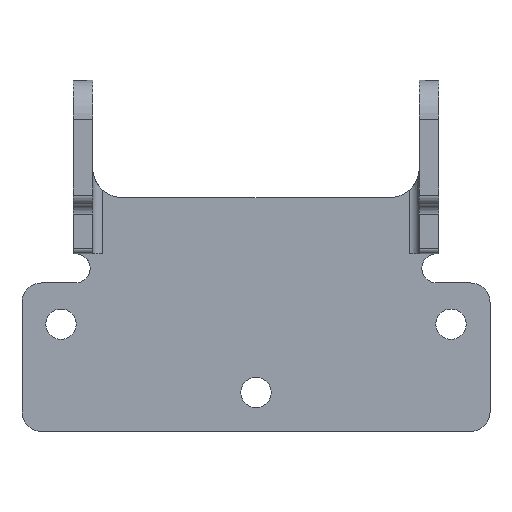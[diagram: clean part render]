
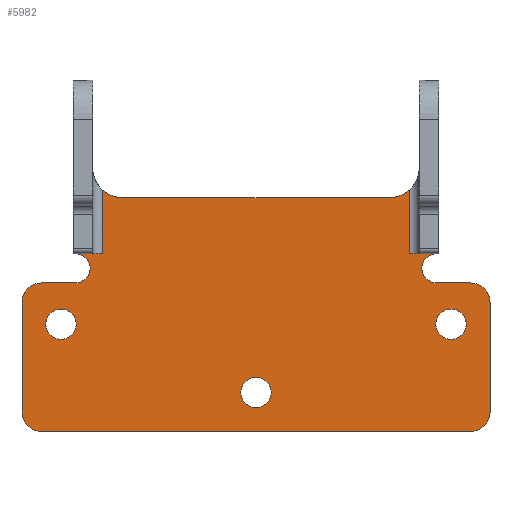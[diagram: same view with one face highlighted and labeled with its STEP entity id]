
A CAD part, top view. The second image highlights one B-rep face of the part: STEP entity #5982.
In plain terms, the highlighted planar face has unit normal (0, 0, 1).
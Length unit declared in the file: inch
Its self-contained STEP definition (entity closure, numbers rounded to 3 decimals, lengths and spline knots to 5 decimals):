
#4787=CARTESIAN_POINT('',(2.313,1.78,0.25));
#4788=VERTEX_POINT('',#4787);
#4795=CARTESIAN_POINT('',(2.313,1.405,0.25));
#4796=VERTEX_POINT('',#4795);
#4797=CARTESIAN_POINT('',(2.313,1.5925,0.25));
#4798=DIRECTION('',(0.0,0.0,1.0));
#4799=DIRECTION('',(0.0,1.0,0.0));
#4800=AXIS2_PLACEMENT_3D('',#4797,#4798,#4799);
#4801=CIRCLE('',#4800,0.1875);
#4802=EDGE_CURVE('',#4788,#4796,#4801,.T.);
#4844=CARTESIAN_POINT('',(1.9685,1.78,0.25));
#4845=VERTEX_POINT('',#4844);
#4853=CARTESIAN_POINT('',(2.313,1.78,0.25));
#4854=DIRECTION('',(-1.0,0.0,0.0));
#4855=VECTOR('',#4854,0.3445);
#4856=LINE('',#4853,#4855);
#4857=EDGE_CURVE('',#4788,#4845,#4856,.T.);
#4996=CARTESIAN_POINT('',(-2.313,1.78,0.25));
#4997=VERTEX_POINT('',#4996);
#5004=CARTESIAN_POINT('',(-1.9685,1.78,0.25));
#5005=VERTEX_POINT('',#5004);
#5006=CARTESIAN_POINT('',(-1.9685,1.78,0.25));
#5007=DIRECTION('',(-1.0,0.0,0.0));
#5008=VECTOR('',#5007,0.3445);
#5009=LINE('',#5006,#5008);
#5010=EDGE_CURVE('',#5005,#4997,#5009,.T.);
#5053=CARTESIAN_POINT('',(-2.313,1.405,0.25));
#5054=VERTEX_POINT('',#5053);
#5061=CARTESIAN_POINT('',(-2.313,1.5925,0.25));
#5062=DIRECTION('',(0.0,0.0,1.0));
#5063=DIRECTION('',(0.0,-1.0,0.0));
#5064=AXIS2_PLACEMENT_3D('',#5061,#5062,#5063);
#5065=CIRCLE('',#5064,0.1875);
#5066=EDGE_CURVE('',#5054,#4997,#5065,.T.);
#5101=CARTESIAN_POINT('',(1.9685,2.59549,0.25));
#5102=VERTEX_POINT('',#5101);
#5114=CARTESIAN_POINT('',(1.9685,2.59549,0.25));
#5115=DIRECTION('',(0.0,-1.0,0.0));
#5116=VECTOR('',#5115,0.81549);
#5117=LINE('',#5114,#5116);
#5118=EDGE_CURVE('',#5102,#4845,#5117,.T.);
#5206=CARTESIAN_POINT('',(-1.9685,2.59549,0.25));
#5207=VERTEX_POINT('',#5206);
#5228=CARTESIAN_POINT('',(-1.9685,1.78,0.25));
#5229=DIRECTION('',(0.0,1.0,0.0));
#5230=VECTOR('',#5229,0.81549);
#5231=LINE('',#5228,#5230);
#5232=EDGE_CURVE('',#5005,#5207,#5231,.T.);
#5611=CARTESIAN_POINT('',(2.75,1.405,0.25));
#5612=VERTEX_POINT('',#5611);
#5613=CARTESIAN_POINT('',(3.0,1.155,0.25));
#5614=VERTEX_POINT('',#5613);
#5615=CARTESIAN_POINT('',(2.75,1.155,0.25));
#5616=DIRECTION('',(0.0,0.0,-1.0));
#5617=DIRECTION('',(0.707,0.707,0.0));
#5618=AXIS2_PLACEMENT_3D('',#5615,#5616,#5617);
#5619=CIRCLE('',#5618,0.25);
#5620=EDGE_CURVE('',#5612,#5614,#5619,.T.);
#5646=CARTESIAN_POINT('',(2.313,1.405,0.25));
#5647=DIRECTION('',(1.0,0.0,0.0));
#5648=VECTOR('',#5647,0.437);
#5649=LINE('',#5646,#5648);
#5650=EDGE_CURVE('',#4796,#5612,#5649,.T.);
#5660=CARTESIAN_POINT('',(3.0,-0.25,0.25));
#5661=VERTEX_POINT('',#5660);
#5662=CARTESIAN_POINT('',(2.75,-0.5,0.25));
#5663=VERTEX_POINT('',#5662);
#5664=CARTESIAN_POINT('',(2.75,-0.25,0.25));
#5665=DIRECTION('',(0.0,0.0,-1.0));
#5666=DIRECTION('',(0.707,-0.707,0.0));
#5667=AXIS2_PLACEMENT_3D('',#5664,#5665,#5666);
#5668=CIRCLE('',#5667,0.25);
#5669=EDGE_CURVE('',#5661,#5663,#5668,.T.);
#5693=CARTESIAN_POINT('',(-2.75,-0.5,0.25));
#5694=VERTEX_POINT('',#5693);
#5695=CARTESIAN_POINT('',(2.75,-0.5,0.25));
#5696=DIRECTION('',(-1.0,0.0,0.0));
#5697=VECTOR('',#5696,5.5);
#5698=LINE('',#5695,#5697);
#5699=EDGE_CURVE('',#5663,#5694,#5698,.T.);
#5716=CARTESIAN_POINT('',(-3.0,-0.25,0.25));
#5717=VERTEX_POINT('',#5716);
#5718=CARTESIAN_POINT('',(-2.75,-0.25,0.25));
#5719=DIRECTION('',(0.0,0.0,-1.0));
#5720=DIRECTION('',(-0.707,-0.707,0.0));
#5721=AXIS2_PLACEMENT_3D('',#5718,#5719,#5720);
#5722=CIRCLE('',#5721,0.25);
#5723=EDGE_CURVE('',#5694,#5717,#5722,.T.);
#5741=CARTESIAN_POINT('',(-3.0,1.155,0.25));
#5742=VERTEX_POINT('',#5741);
#5743=CARTESIAN_POINT('',(-2.75,1.405,0.25));
#5744=VERTEX_POINT('',#5743);
#5745=CARTESIAN_POINT('',(-2.75,1.155,0.25));
#5746=DIRECTION('',(0.0,0.0,-1.0));
#5747=DIRECTION('',(-0.707,0.707,0.0));
#5748=AXIS2_PLACEMENT_3D('',#5745,#5746,#5747);
#5749=CIRCLE('',#5748,0.25);
#5750=EDGE_CURVE('',#5742,#5744,#5749,.T.);
#5774=CARTESIAN_POINT('',(-2.75,1.405,0.25));
#5775=DIRECTION('',(1.0,0.0,0.0));
#5776=VECTOR('',#5775,0.437);
#5777=LINE('',#5774,#5776);
#5778=EDGE_CURVE('',#5744,#5054,#5777,.T.);
#5790=CARTESIAN_POINT('',(2.695,0.875,0.25));
#5791=VERTEX_POINT('',#5790);
#5792=CARTESIAN_POINT('',(2.5,0.875,0.25));
#5793=DIRECTION('',(0.0,0.0,-1.0));
#5794=DIRECTION('',(-1.0,0.0,0.0));
#5795=AXIS2_PLACEMENT_3D('',#5792,#5793,#5794);
#5796=CIRCLE('',#5795,0.195);
#5797=EDGE_CURVE('',#5791,#5791,#5796,.T.);
#5810=CARTESIAN_POINT('',(-2.305,0.875,0.25));
#5811=VERTEX_POINT('',#5810);
#5812=CARTESIAN_POINT('',(-2.5,0.875,0.25));
#5813=DIRECTION('',(0.0,0.0,-1.0));
#5814=DIRECTION('',(-1.0,0.0,0.0));
#5815=AXIS2_PLACEMENT_3D('',#5812,#5813,#5814);
#5816=CIRCLE('',#5815,0.195);
#5817=EDGE_CURVE('',#5811,#5811,#5816,.T.);
#5830=CARTESIAN_POINT('',(0.195,0.,0.25));
#5831=VERTEX_POINT('',#5830);
#5832=CARTESIAN_POINT('',(0.0,0.0,0.25));
#5833=DIRECTION('',(0.0,0.0,-1.0));
#5834=DIRECTION('',(-1.0,0.0,0.0));
#5835=AXIS2_PLACEMENT_3D('',#5832,#5833,#5834);
#5836=CIRCLE('',#5835,0.195);
#5837=EDGE_CURVE('',#5831,#5831,#5836,.T.);
#5851=CARTESIAN_POINT('',(-3.0,-0.25,0.25));
#5852=DIRECTION('',(0.0,1.0,0.0));
#5853=VECTOR('',#5852,1.405);
#5854=LINE('',#5851,#5853);
#5855=EDGE_CURVE('',#5717,#5742,#5854,.T.);
#5867=CARTESIAN_POINT('',(-1.7185,2.5,0.25));
#5868=VERTEX_POINT('',#5867);
#5869=CARTESIAN_POINT('',(-1.7185,2.875,0.25));
#5870=DIRECTION('',(0.0,0.0,1.0));
#5871=DIRECTION('',(-1.0,0.0,0.0));
#5872=AXIS2_PLACEMENT_3D('',#5869,#5870,#5871);
#5873=CIRCLE('',#5872,0.375);
#5874=EDGE_CURVE('',#5207,#5868,#5873,.T.);
#5893=CARTESIAN_POINT('',(1.7185,2.5,0.25));
#5894=VERTEX_POINT('',#5893);
#5895=CARTESIAN_POINT('',(-1.7185,2.5,0.25));
#5896=DIRECTION('',(1.0,0.0,0.0));
#5897=VECTOR('',#5896,3.437);
#5898=LINE('',#5895,#5897);
#5899=EDGE_CURVE('',#5868,#5894,#5898,.T.);
#5917=CARTESIAN_POINT('',(1.7185,2.875,0.25));
#5918=DIRECTION('',(0.0,0.0,1.0));
#5919=DIRECTION('',(0.0,-1.0,0.0));
#5920=AXIS2_PLACEMENT_3D('',#5917,#5918,#5919);
#5921=CIRCLE('',#5920,0.375);
#5922=EDGE_CURVE('',#5894,#5102,#5921,.T.);
#5937=CARTESIAN_POINT('',(3.0,1.155,0.25));
#5938=DIRECTION('',(0.0,-1.0,0.0));
#5939=VECTOR('',#5938,1.405);
#5940=LINE('',#5937,#5939);
#5941=EDGE_CURVE('',#5614,#5661,#5940,.T.);
#5948=CARTESIAN_POINT('',(0.,1.52341,0.25));
#5949=DIRECTION('',(0.0,0.0,1.0));
#5950=DIRECTION('',(1.0,0.0,0.0));
#5951=AXIS2_PLACEMENT_3D('',#5948,#5949,#5950);
#5952=PLANE('',#5951);
#5953=ORIENTED_EDGE('',*,*,#5118,.F.);
#5954=ORIENTED_EDGE('',*,*,#5922,.F.);
#5955=ORIENTED_EDGE('',*,*,#5899,.F.);
#5956=ORIENTED_EDGE('',*,*,#5874,.F.);
#5957=ORIENTED_EDGE('',*,*,#5232,.F.);
#5958=ORIENTED_EDGE('',*,*,#5010,.T.);
#5959=ORIENTED_EDGE('',*,*,#5066,.F.);
#5960=ORIENTED_EDGE('',*,*,#5778,.F.);
#5961=ORIENTED_EDGE('',*,*,#5750,.F.);
#5962=ORIENTED_EDGE('',*,*,#5855,.F.);
#5963=ORIENTED_EDGE('',*,*,#5723,.F.);
#5964=ORIENTED_EDGE('',*,*,#5699,.F.);
#5965=ORIENTED_EDGE('',*,*,#5669,.F.);
#5966=ORIENTED_EDGE('',*,*,#5941,.F.);
#5967=ORIENTED_EDGE('',*,*,#5620,.F.);
#5968=ORIENTED_EDGE('',*,*,#5650,.F.);
#5969=ORIENTED_EDGE('',*,*,#4802,.F.);
#5970=ORIENTED_EDGE('',*,*,#4857,.T.);
#5971=EDGE_LOOP('',(#5953,#5954,#5955,#5956,#5957,#5958,#5959,#5960,#5961,#5962,#5963,#5964,#5965,#5966,#5967,#5968,#5969,#5970));
#5972=FACE_OUTER_BOUND('',#5971,.T.);
#5973=ORIENTED_EDGE('',*,*,#5797,.T.);
#5974=EDGE_LOOP('',(#5973));
#5975=FACE_BOUND('',#5974,.T.);
#5976=ORIENTED_EDGE('',*,*,#5817,.T.);
#5977=EDGE_LOOP('',(#5976));
#5978=FACE_BOUND('',#5977,.T.);
#5979=ORIENTED_EDGE('',*,*,#5837,.T.);
#5980=EDGE_LOOP('',(#5979));
#5981=FACE_BOUND('',#5980,.T.);
#5982=ADVANCED_FACE('',(#5972,#5975,#5978,#5981),#5952,.T.);
